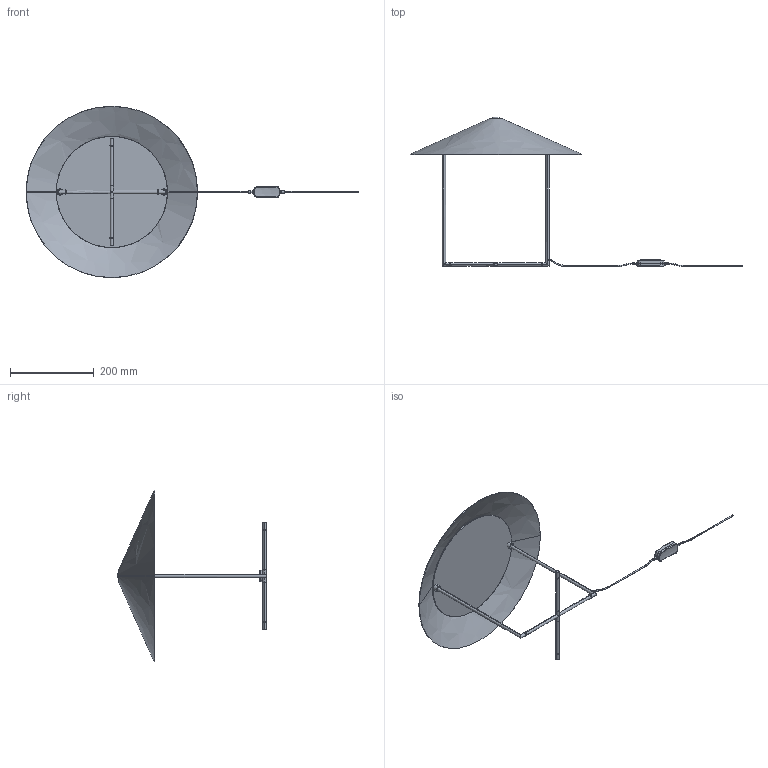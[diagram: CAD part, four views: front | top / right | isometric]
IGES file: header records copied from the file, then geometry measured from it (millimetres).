
Start section: SolidWorks IGES file using analytic representation for surfaces
Global section: file name: 10-8430.IGS; native system: SolidWorks 2019; preprocessor: SolidWorks 2019; author: dmontero; date: 201109.151641; units: millimetre
Bounding box: 791 x 356.12 x 409 mm (x, y, z)
Surface area: 454930.9 mm2 (no closed solid volume)
Topology: 0 solids, 0 shells, 229 faces, 3101 edges, 3099 vertices
Faces by surface type: revolution 122, bspline 107
